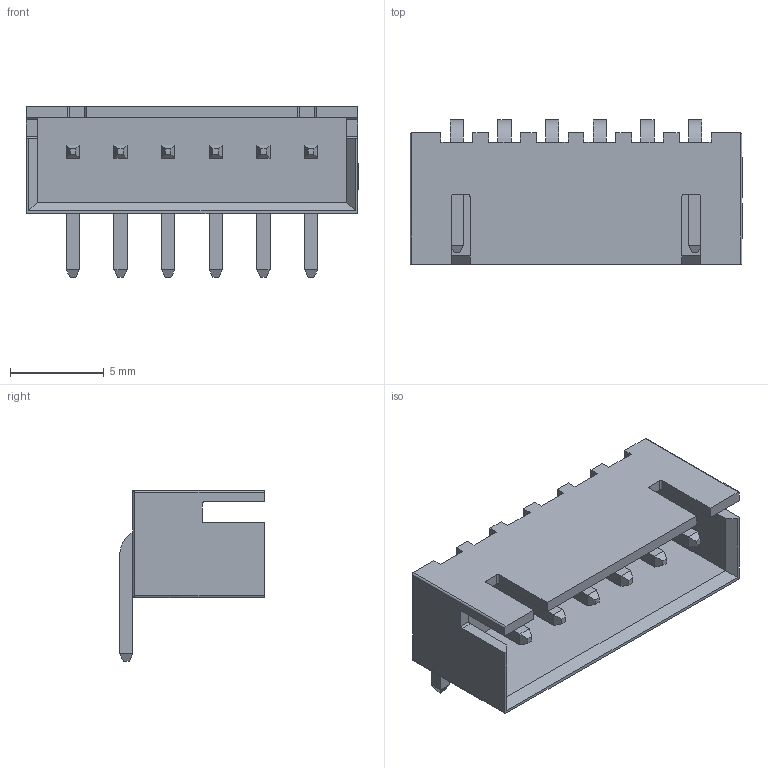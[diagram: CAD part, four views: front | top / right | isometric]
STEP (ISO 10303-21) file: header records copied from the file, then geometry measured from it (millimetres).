
FILE_DESCRIPTION (( 'STEP AP214' ), '1' );
FILE_NAME ('CONN-TH_XH2.50-WI-6P.step', '2022-08-08T03:44:19', ( '' ), ( '' ), 'SwSTEP 2.0', 'SolidWorks 2020', '' );
FILE_SCHEMA (( 'AUTOMOTIVE_DESIGN' ));
Length unit declared in the file: millimetre
Products named in the file (1): CONN-TH_XH2.50-WI-6P
Bounding box: 17.7 x 7.7 x 9.1 mm (x, y, z)
Volume: 291.7 mm3; surface area: 958.2 mm2
Topology: 1 solids, 1 shells, 409 faces, 1074 edges, 698 vertices
Faces by surface type: plane 285, bspline 98, cylinder 26
Entity records: 17445 total; most frequent: CARTESIAN_POINT 3500, ORIENTED_EDGE 2148, DIRECTION 1538, EDGE_CURVE 1074, VECTOR 826, LINE 826, VERTEX_POINT 698, EDGE_LOOP 440
